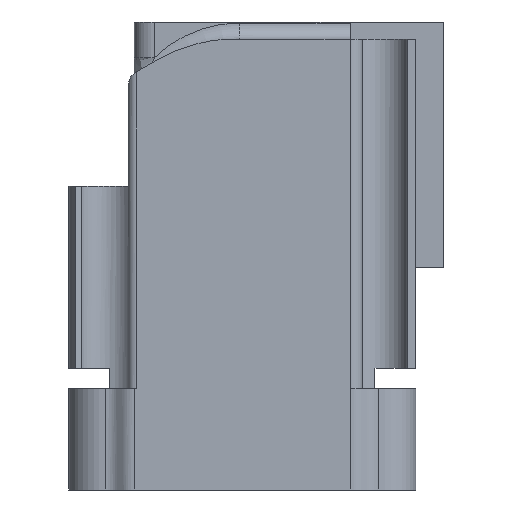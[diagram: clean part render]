
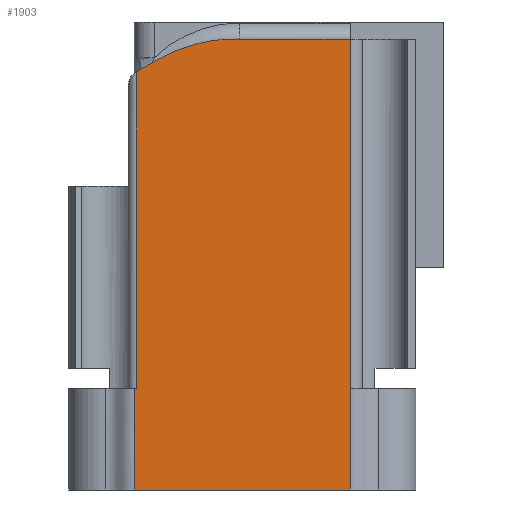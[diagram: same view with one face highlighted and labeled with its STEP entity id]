
A CAD part, left-side view. The second image highlights one B-rep face of the part: STEP entity #1903.
In plain terms, the highlighted planar face has unit normal (-1, 0, 0).
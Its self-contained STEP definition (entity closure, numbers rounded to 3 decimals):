
#28=B_SPLINE_CURVE_WITH_KNOTS('',3,(#2988,#2989,#2990,#2991,#2992,#2993,
#2994,#2995,#2996,#2997,#2998,#2999,#3000,#3001),.UNSPECIFIED.,.F.,.F.,
(4,2,2,2,2,2,4),(0.781,0.854,1.139,1.492,
1.845,2.488,3.131),.UNSPECIFIED.);
#59=PLANE('',#2046);
#138=FACE_OUTER_BOUND('',#245,.T.);
#245=EDGE_LOOP('',(#1420,#1421,#1422,#1423,#1424,#1425,#1426,#1427));
#466=LINE('',#3040,#669);
#469=LINE('',#3054,#672);
#470=LINE('',#3056,#673);
#471=LINE('',#3058,#674);
#472=LINE('',#3060,#675);
#473=LINE('',#3062,#676);
#474=LINE('',#3063,#677);
#669=VECTOR('',#2320,10.);
#672=VECTOR('',#2333,10.);
#673=VECTOR('',#2334,10.);
#674=VECTOR('',#2335,10.);
#675=VECTOR('',#2336,10.);
#676=VECTOR('',#2337,10.);
#677=VECTOR('',#2338,10.);
#878=VERTEX_POINT('',#2986);
#879=VERTEX_POINT('',#2987);
#881=VERTEX_POINT('',#3039);
#887=VERTEX_POINT('',#3053);
#888=VERTEX_POINT('',#3055);
#889=VERTEX_POINT('',#3057);
#890=VERTEX_POINT('',#3059);
#891=VERTEX_POINT('',#3061);
#1083=EDGE_CURVE('',#878,#879,#28,.T.);
#1087=EDGE_CURVE('',#879,#881,#466,.T.);
#1094=EDGE_CURVE('',#887,#878,#469,.T.);
#1095=EDGE_CURVE('',#888,#887,#470,.T.);
#1096=EDGE_CURVE('',#889,#888,#471,.T.);
#1097=EDGE_CURVE('',#890,#889,#472,.T.);
#1098=EDGE_CURVE('',#890,#891,#473,.T.);
#1099=EDGE_CURVE('',#891,#881,#474,.T.);
#1420=ORIENTED_EDGE('',*,*,#1083,.F.);
#1421=ORIENTED_EDGE('',*,*,#1094,.F.);
#1422=ORIENTED_EDGE('',*,*,#1095,.F.);
#1423=ORIENTED_EDGE('',*,*,#1096,.F.);
#1424=ORIENTED_EDGE('',*,*,#1097,.F.);
#1425=ORIENTED_EDGE('',*,*,#1098,.T.);
#1426=ORIENTED_EDGE('',*,*,#1099,.T.);
#1427=ORIENTED_EDGE('',*,*,#1087,.F.);
#1903=ADVANCED_FACE('',(#138),#59,.T.);
#2046=AXIS2_PLACEMENT_3D('',#3052,#2331,#2332);
#2320=DIRECTION('',(0.,-1.,0.));
#2331=DIRECTION('center_axis',(-1.,0.,0.));
#2332=DIRECTION('ref_axis',(0.,-1.,0.));
#2333=DIRECTION('',(0.,0.,1.));
#2334=DIRECTION('',(0.,-1.,0.));
#2335=DIRECTION('',(0.,0.,1.));
#2336=DIRECTION('',(0.,1.,0.));
#2337=DIRECTION('',(0.,0.,1.));
#2338=DIRECTION('',(0.,0.,1.));
#2986=CARTESIAN_POINT('',(-12.1,59.9,103.198));
#2987=CARTESIAN_POINT('',(-12.1,36.691,111.25));
#2988=CARTESIAN_POINT('Ctrl Pts',(-12.1,59.9,103.198));
#2989=CARTESIAN_POINT('Ctrl Pts',(-12.1,59.672,103.325));
#2990=CARTESIAN_POINT('Ctrl Pts',(-12.1,59.446,103.453));
#2991=CARTESIAN_POINT('Ctrl Pts',(-12.1,58.342,104.08));
#2992=CARTESIAN_POINT('Ctrl Pts',(-12.1,57.482,104.58));
#2993=CARTESIAN_POINT('Ctrl Pts',(-12.1,55.634,105.63));
#2994=CARTESIAN_POINT('Ctrl Pts',(-12.1,54.502,106.256));
#2995=CARTESIAN_POINT('Ctrl Pts',(-12.1,52.2,107.43));
#2996=CARTESIAN_POINT('Ctrl Pts',(-12.1,51.028,107.976));
#2997=CARTESIAN_POINT('Ctrl Pts',(-12.1,47.966,109.257));
#2998=CARTESIAN_POINT('Ctrl Pts',(-12.1,45.734,110.006));
#2999=CARTESIAN_POINT('Ctrl Pts',(-12.1,41.169,111.004));
#3000=CARTESIAN_POINT('Ctrl Pts',(-12.1,38.834,111.25));
#3001=CARTESIAN_POINT('Ctrl Pts',(-12.1,36.691,111.25));
#3039=CARTESIAN_POINT('',(-12.1,7.1,111.25));
#3040=CARTESIAN_POINT('',(-12.1,59.9,111.25));
#3052=CARTESIAN_POINT('Origin',(-12.1,60.4,0.));
#3053=CARTESIAN_POINT('',(-12.1,59.9,25.));
#3054=CARTESIAN_POINT('',(-12.1,59.9,30.));
#3055=CARTESIAN_POINT('',(-12.1,60.4,25.));
#3056=CARTESIAN_POINT('',(-12.1,7.1,25.));
#3057=CARTESIAN_POINT('',(-12.1,60.4,0.));
#3058=CARTESIAN_POINT('',(-12.1,60.4,0.));
#3059=CARTESIAN_POINT('',(-12.1,7.1,0.));
#3060=CARTESIAN_POINT('',(-12.1,7.1,0.));
#3061=CARTESIAN_POINT('',(-12.1,7.1,25.));
#3062=CARTESIAN_POINT('',(-12.1,7.1,0.));
#3063=CARTESIAN_POINT('',(-12.1,7.1,30.));
